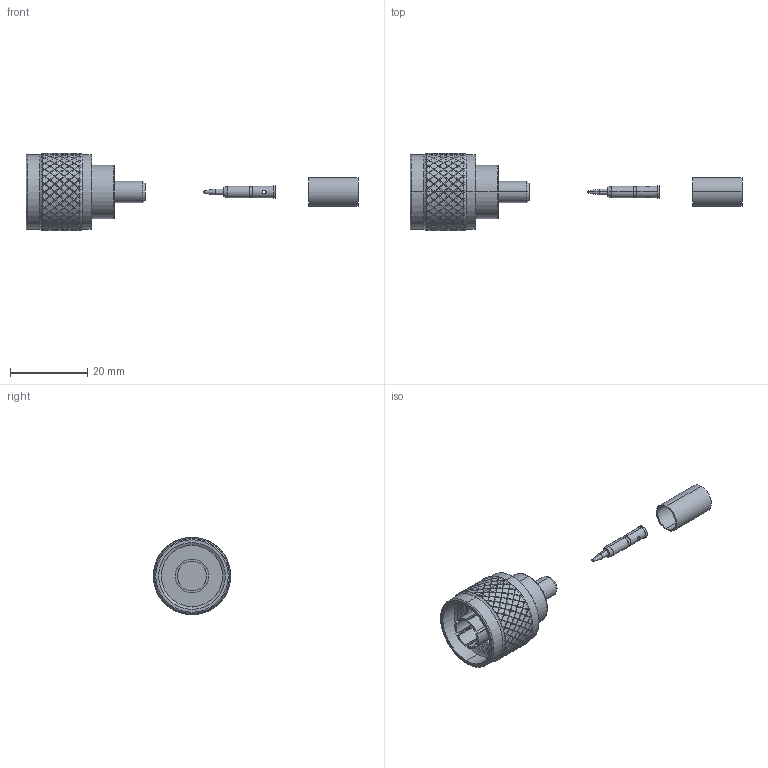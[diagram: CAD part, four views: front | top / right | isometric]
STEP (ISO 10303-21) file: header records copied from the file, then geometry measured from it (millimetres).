
FILE_DESCRIPTION (( 'STEP AP214' ), '1' );
FILE_NAME ('LCCN3241_3D.step', '2024-10-07T19:35:01', ( '' ), ( '' ), 'SwSTEP 2.0', 'SolidWorks 2022', '' );
FILE_SCHEMA (( 'AUTOMOTIVE_DESIGN' ));
Length unit declared in the file: inch
Products named in the file (1): LCCN3241_3D
Bounding box: 85.95 x 20 x 20 mm (x, y, z)
Volume: 4057.8 mm3; surface area: 4327.3 mm2
Topology: 3 solids, 3 shells, 1523 faces, 3253 edges, 1742 vertices
Faces by surface type: bspline 1080, cylinder 343, cone 56, plane 38, torus 6
Entity records: 56495 total; most frequent: CARTESIAN_POINT 35167, ORIENTED_EDGE 6498, EDGE_CURVE 3249, VERTEX_POINT 1742, DIRECTION 1583, EDGE_LOOP 1539, ADVANCED_FACE 1523, FACE_OUTER_BOUND 1523
